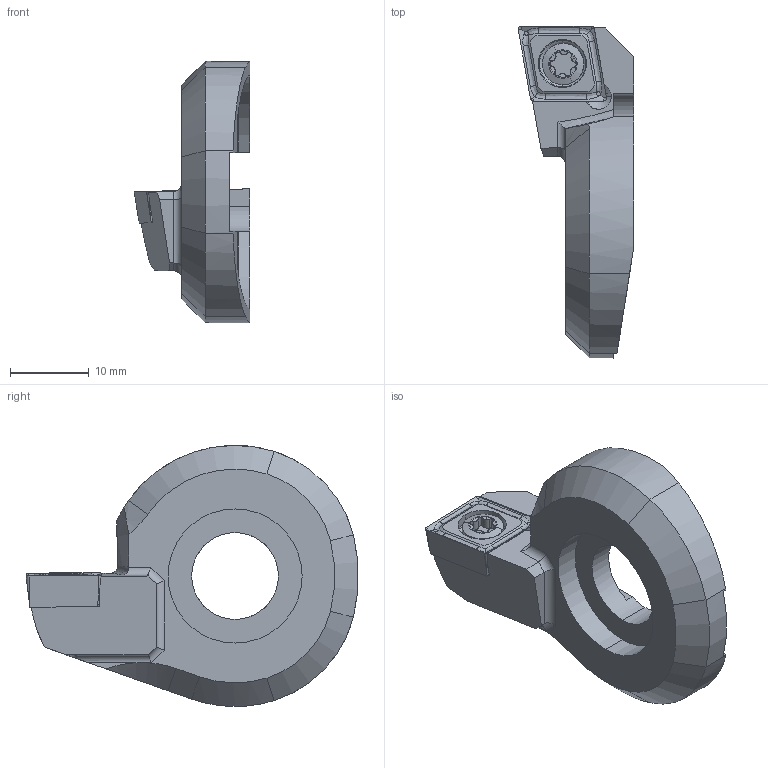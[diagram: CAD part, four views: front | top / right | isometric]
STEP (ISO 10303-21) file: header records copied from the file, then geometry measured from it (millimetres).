
FILE_DESCRIPTION (( 'STEP AP203' ), '1' );
FILE_NAME ('254.261.009C.STEP', '2024-08-30T12:24:16', ( '' ), ( '' ), 'SwSTEP 2.0', 'SolidWorks 2022', '' );
FILE_SCHEMA (( 'CONFIG_CONTROL_DESIGN' ));
Length unit declared in the file: millimetre
Products named in the file (4): 254.261.009C; CCMT09T304; WCB-ER2.001.009_A; AV6-WCB.001.013_A_fertigbearbeitet
Assembly tree (3 placements, depth 2):
  254.261.009C
    AV6-WCB.001.013_A_fertigbearbeitet
    CCMT09T304
    WCB-ER2.001.009_A
Bounding box: 14.65 x 42.08 x 33.1 mm (x, y, z)
Volume: 5813.8 mm3; surface area: 3632.3 mm2
Topology: 3 solids, 3 shells, 161 faces, 427 edges, 262 vertices
Faces by surface type: plane 51, cylinder 50, cone 34, torus 12, bspline 12, sphere 2
Entity records: 5653 total; most frequent: CARTESIAN_POINT 1489, ORIENTED_EDGE 834, DIRECTION 750, EDGE_CURVE 417, AXIS2_PLACEMENT_3D 283, VERTEX_POINT 262, LINE 184, VECTOR 184
